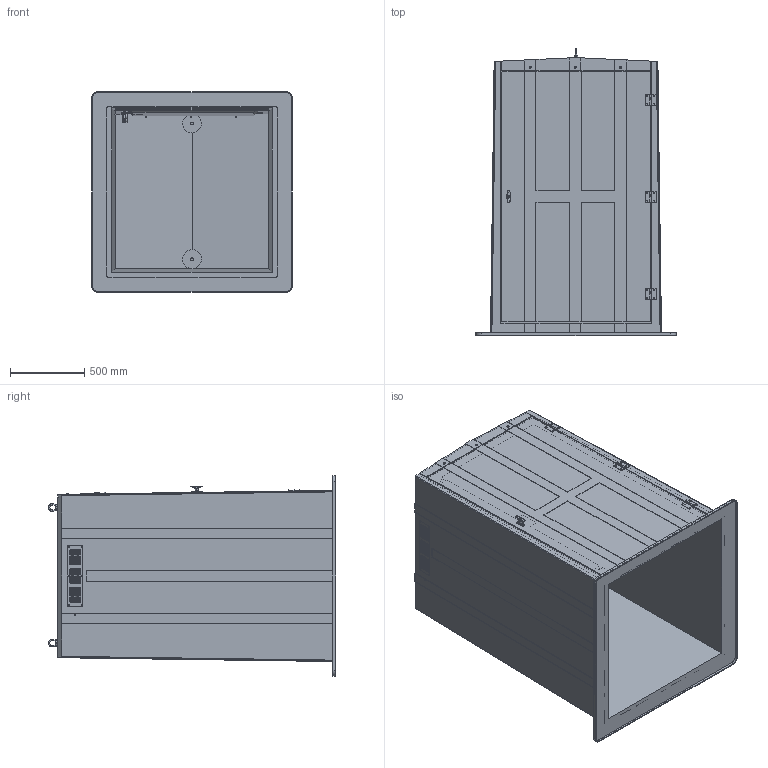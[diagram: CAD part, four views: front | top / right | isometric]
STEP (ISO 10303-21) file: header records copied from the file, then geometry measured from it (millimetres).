
FILE_DESCRIPTION (( 'STEP AP214' ), '1' );
FILE_NAME ('M200.STEP', '2020-10-02T11:56:22', ( '' ), ( '' ), 'SwSTEP 2.0', 'SolidWorks 2020', '' );
FILE_SCHEMA (( 'AUTOMOTIVE_DESIGN' ));
Length unit declared in the file: inch
Products named in the file (1): M200
Bounding box: 1346.2 x 1930.45 x 1346.2 mm (x, y, z)
Volume: 285796364.9 mm3; surface area: 20844374.9 mm2
Topology: 55 solids, 55 shells, 3093 faces, 8271 edges, 5324 vertices
Faces by surface type: plane 1056, cylinder 994, torus 272, bspline 271, sphere 260, cone 240
Entity records: 171436 total; most frequent: CARTESIAN_POINT 56790, ORIENTED_EDGE 16534, DIRECTION 14669, EDGE_CURVE 8267, AXIS2_PLACEMENT_3D 5824, VERTEX_POINT 5324, EDGE_LOOP 3363, UNCERTAINTY_MEASURE_WITH_UNIT 3150
